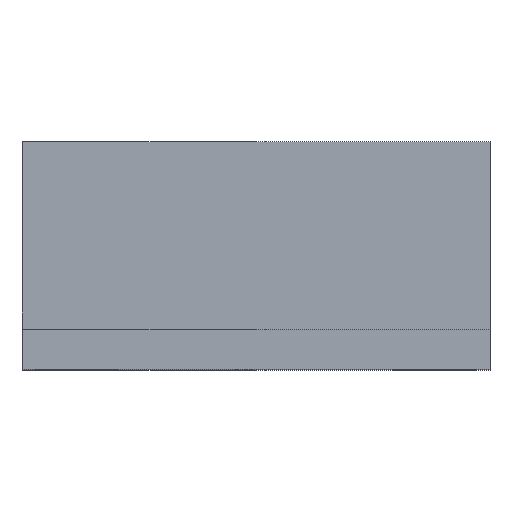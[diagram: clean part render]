
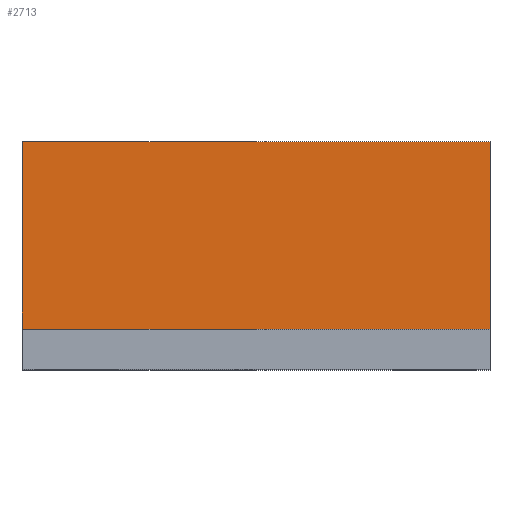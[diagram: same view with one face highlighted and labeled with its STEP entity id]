
A CAD part, top view. The second image highlights one B-rep face of the part: STEP entity #2713.
In plain terms, the highlighted planar face has unit normal (0, 0, 1).
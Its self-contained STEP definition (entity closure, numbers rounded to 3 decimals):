
#23 = LINE ( 'NONE', #1304, #2072 ) ;
#147 = EDGE_CURVE ( 'NONE', #262, #878, #2262, .T. ) ;
#209 = PLANE ( 'NONE',  #1937 ) ;
#222 = ORIENTED_EDGE ( 'NONE', *, *, #395, .F. ) ;
#229 = FACE_OUTER_BOUND ( 'NONE', #1259, .T. ) ;
#262 = VERTEX_POINT ( 'NONE', #1920 ) ;
#269 = VERTEX_POINT ( 'NONE', #2167 ) ;
#359 = ORIENTED_EDGE ( 'NONE', *, *, #596, .T. ) ;
#395 = EDGE_CURVE ( 'NONE', #878, #269, #518, .T. ) ;
#518 = LINE ( 'NONE', #2425, #1074 ) ;
#596 = EDGE_CURVE ( 'NONE', #2223, #269, #1451, .T. ) ;
#656 = VECTOR ( 'NONE', #1825, 1000. ) ;
#775 = DIRECTION ( 'NONE',  ( 0., 0., -1. ) ) ;
#790 = CARTESIAN_POINT ( 'NONE',  ( -3.5, 0.6, 4.5 ) ) ;
#878 = VERTEX_POINT ( 'NONE', #1851 ) ;
#901 = DIRECTION ( 'NONE',  ( 0., -1., 0. ) ) ;
#1012 = CARTESIAN_POINT ( 'NONE',  ( -3.5, 18.202, 4.5 ) ) ;
#1072 = ORIENTED_EDGE ( 'NONE', *, *, #2254, .T. ) ;
#1074 = VECTOR ( 'NONE', #901, 1000. ) ;
#1259 = EDGE_LOOP ( 'NONE', ( #2505, #1072, #359, #222 ) ) ;
#1304 = CARTESIAN_POINT ( 'NONE',  ( -3.5, 18.202, 4.5 ) ) ;
#1451 = LINE ( 'NONE', #2002, #2045 ) ;
#1566 = DIRECTION ( 'NONE',  ( 0., -1., 0. ) ) ;
#1825 = DIRECTION ( 'NONE',  ( 1., 0., 0. ) ) ;
#1851 = CARTESIAN_POINT ( 'NONE',  ( 3.5, 3.4, 4.5 ) ) ;
#1920 = CARTESIAN_POINT ( 'NONE',  ( -3.5, 3.4, 4.5 ) ) ;
#1937 = AXIS2_PLACEMENT_3D ( 'NONE', #1012, #775, #3074 ) ;
#2002 = CARTESIAN_POINT ( 'NONE',  ( -3.5, 0.6, 4.5 ) ) ;
#2045 = VECTOR ( 'NONE', #2537, 1000. ) ;
#2072 = VECTOR ( 'NONE', #1566, 1000. ) ;
#2167 = CARTESIAN_POINT ( 'NONE',  ( 3.5, 0.6, 4.5 ) ) ;
#2223 = VERTEX_POINT ( 'NONE', #790 ) ;
#2254 = EDGE_CURVE ( 'NONE', #262, #2223, #23, .T. ) ;
#2262 = LINE ( 'NONE', #2850, #656 ) ;
#2425 = CARTESIAN_POINT ( 'NONE',  ( 3.5, 18.202, 4.5 ) ) ;
#2505 = ORIENTED_EDGE ( 'NONE', *, *, #147, .F. ) ;
#2537 = DIRECTION ( 'NONE',  ( 1., 0., 0. ) ) ;
#2713 = ADVANCED_FACE ( 'NONE', ( #229 ), #209, .F. ) ;
#2850 = CARTESIAN_POINT ( 'NONE',  ( -3.5, 3.4, 4.5 ) ) ;
#3074 = DIRECTION ( 'NONE',  ( -1., 0., 0. ) ) ;
